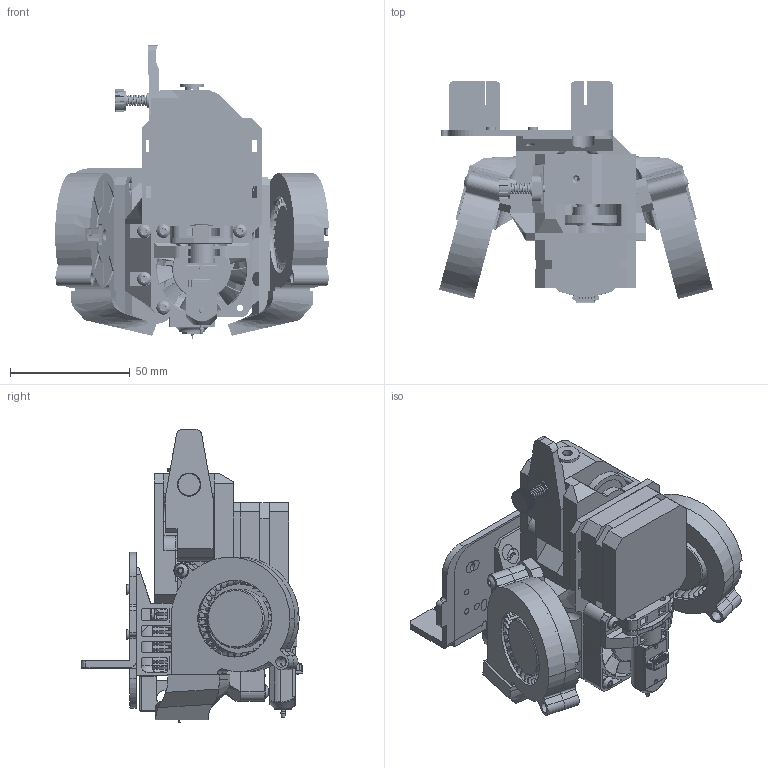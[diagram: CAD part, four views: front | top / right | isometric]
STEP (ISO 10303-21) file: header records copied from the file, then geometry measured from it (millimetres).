
FILE_DESCRIPTION(/* description */ ('CAx-IF Rec.Pracs.---Representation and Presentation of Product Manufacturing Information (PMI)---4.0---2014-10-13','CAx-IF Rec.Pracs.---3D Tessellated Geometry---0.4---2014-09-14','2;1'),/* implementation_level */ '2;1');
FILE_NAME(/* name */ 'K3D EBP v3.2',/* time_stamp */ '2022-10-25T17:40:04+03:00',/* author */ (''),/* organization */ (''),/* preprocessor_version */ 'ST-DEVELOPER v18.102',/* originating_system */ 'SIEMENS PLM Software NX2206.5001',/* authorisation */ $);
FILE_SCHEMA (('AP242_MANAGED_MODEL_BASED_3D_ENGINEERING_MIM_LF { 1 0 10303 442 3 1 4 }'));
Products named in the file (45): K3D EBP v3.2; K3D EBP mount for Aquila (for heat inserts); K3D EBP mount for Aquila (for hex nuts); Aquila carriage; Screw round M3x12; Screw socket M3x35; Screw round M3x6; K3D EBP BLTouch mount (volcano); Screw round M3x16; K3D EBP BLTouch mount (V6); BLTouch; Molex picoblade; Coil; Housing; Pin; PCB; Board; E3D V6 silicone sock; K3D EBP fan duct (for heat inserts); K3D EBP base (for heat inserts); K3D EBP mount (for heat inserts); Nut M3; Screw round M3x20; Fan 5015; K3D EBP fan duct (mirrored); Hotend E3D V6; Motor Nema17 L20; BeMeGe; BeMeGe base; BeMeGe cover; BeMeGe lever; BMG bearing; BMG motor gear; BMG small gear; BMG screw; Washer M3; BMG spring; Fitting; Fan 4010 axial; Screw round M3x8 ...
Assembly tree (65 placements, depth 4):
  K3D EBP v3.2
    K3D EBP mount for Aquila (for heat inserts)
    K3D EBP mount for Aquila (for hex nuts)
    Aquila carriage
    Screw round M3x12  x2
    Screw socket M3x35  x3
    Screw round M3x6
    K3D EBP BLTouch mount (volcano)
    Screw round M3x16  x2
    K3D EBP BLTouch mount (V6)
    BLTouch
      Molex picoblade
      Coil
      Housing
      Pin
      PCB
        Board
    E3D V6 silicone sock
    K3D EBP fan duct (for heat inserts)
    K3D EBP base (for heat inserts)
    K3D EBP mount (for heat inserts)
    Nut M3  x10
    Screw round M3x20  x4
    Fan 5015  x2
    K3D EBP fan duct (mirrored)
    Hotend E3D V6
    Motor Nema17 L20
    BeMeGe
      BeMeGe base
      BeMeGe cover
      BeMeGe lever
      BMG bearing  x2
      BMG motor gear
      BMG small gear  x2
      BMG screw
      Washer M3
      BMG spring
      Fitting
    Fan 4010 axial
    Screw round M3x8  x2
    Screw round M3x10  x2
    K3D EBP fan duct
    K3D EBP base
    K3D EBP mount
    Ender-3 carriage
Bounding box: 114.13 x 92.45 x 122.38 mm (x, y, z)
Volume: 287153.4 mm3; surface area: 211390.2 mm2
Topology: 106 solids, 107 shells, 4690 faces, 12460 edges, 8094 vertices
Faces by surface type: plane 2395, cylinder 1396, cone 509, bspline 171, sphere 126, torus 93
Full cylindrical faces by diameter (mm): 0.4 x1, 1.54 x2, 2 x4, 2.529 x4, 2.6 x4, 2.7 x4, 2.95 x1, 3 x37, 3.05 x2, 3.1 x1, 3.2 x59, 3.25 x1, 3.332 x1, 3.5 x1, 3.7 x17, 4 x3, 4.109 x2, 4.5 x8, 5 x16, 5.4 x2, 5.5 x6, 5.6 x8, 5.65 x4, 5.7 x13, 6 x8, 6.016 x8, 6.109 x1, 6.2 x6, 6.984 x8, 7 x1
Entity records: 146180 total; most frequent: CARTESIAN_POINT 43272, ORIENTED_EDGE 20776, DIRECTION 17961, EDGE_CURVE 10388, VERTEX_POINT 6898, AXIS2_PLACEMENT_3D 6323, LINE 5315, VECTOR 5315
